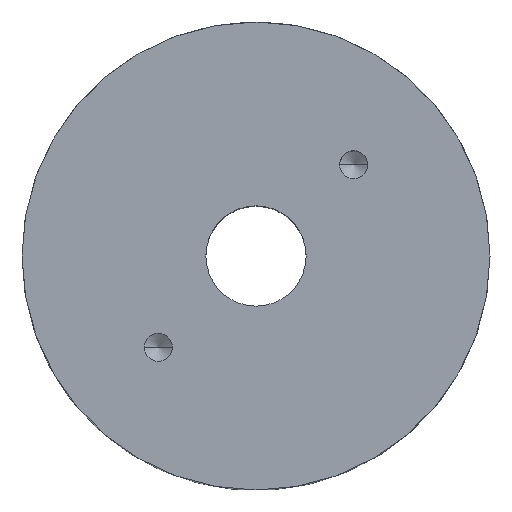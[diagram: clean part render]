
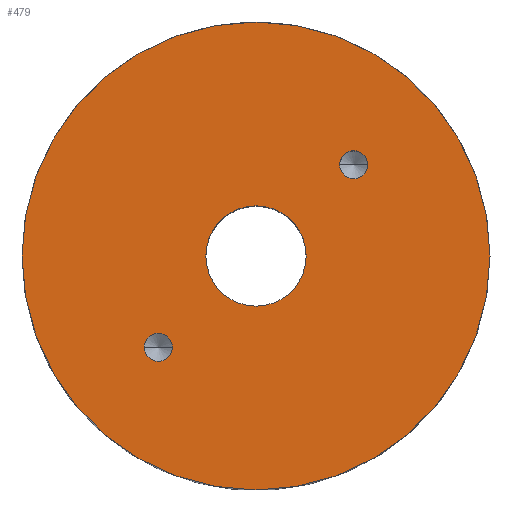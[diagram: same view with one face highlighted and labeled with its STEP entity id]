
A CAD part, top view. The second image highlights one B-rep face of the part: STEP entity #479.
In plain terms, the highlighted planar face has unit normal (0, 0, 1).
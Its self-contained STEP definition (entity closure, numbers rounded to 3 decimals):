
#2 = VERTEX_POINT ( 'NONE', #578 ) ;
#11 = PLANE ( 'NONE',  #93 ) ;
#24 = CARTESIAN_POINT ( 'NONE',  ( -247.623, 136.356, -547. ) ) ;
#29 = VERTEX_POINT ( 'NONE', #415 ) ;
#44 = EDGE_CURVE ( 'NONE', #2, #692, #91, .T. ) ;
#47 = ORIENTED_EDGE ( 'NONE', *, *, #195, .F. ) ;
#52 = EDGE_LOOP ( 'NONE', ( #47, #472 ) ) ;
#55 = FACE_OUTER_BOUND ( 'NONE', #448, .T. ) ;
#56 = AXIS2_PLACEMENT_3D ( 'NONE', #553, #639, #285 ) ;
#82 = DIRECTION ( 'NONE',  ( 1., 0., 0. ) ) ;
#85 = CIRCLE ( 'NONE', #632, 2.1 ) ;
#91 = CIRCLE ( 'NONE', #624, 2.1 ) ;
#93 = AXIS2_PLACEMENT_3D ( 'NONE', #653, #229, #269 ) ;
#94 = CARTESIAN_POINT ( 'NONE',  ( -233., 150., -547. ) ) ;
#130 = ORIENTED_EDGE ( 'NONE', *, *, #44, .F. ) ;
#142 = ORIENTED_EDGE ( 'NONE', *, *, #189, .F. ) ;
#150 = CARTESIAN_POINT ( 'NONE',  ( -247.623, 136.356, -547. ) ) ;
#154 = EDGE_CURVE ( 'NONE', #561, #291, #434, .T. ) ;
#165 = DIRECTION ( 'NONE',  ( 1., 0., 0. ) ) ;
#189 = EDGE_CURVE ( 'NONE', #537, #505, #393, .T. ) ;
#195 = EDGE_CURVE ( 'NONE', #545, #29, #85, .T. ) ;
#200 = DIRECTION ( 'NONE',  ( 0., 0., 1. ) ) ;
#218 = FACE_BOUND ( 'NONE', #440, .T. ) ;
#227 = CIRCLE ( 'NONE', #658, 7.5 ) ;
#229 = DIRECTION ( 'NONE',  ( 0., 0., -1. ) ) ;
#232 = CARTESIAN_POINT ( 'NONE',  ( -216.277, 163.644, -547. ) ) ;
#245 = EDGE_CURVE ( 'NONE', #29, #545, #558, .T. ) ;
#248 = DIRECTION ( 'NONE',  ( -1., 0., 0. ) ) ;
#266 = AXIS2_PLACEMENT_3D ( 'NONE', #684, #200, #369 ) ;
#269 = DIRECTION ( 'NONE',  ( -1., 0., 0. ) ) ;
#285 = DIRECTION ( 'NONE',  ( 1., 0., 0. ) ) ;
#287 = DIRECTION ( 'NONE',  ( 1., 0., 0. ) ) ;
#291 = VERTEX_POINT ( 'NONE', #408 ) ;
#299 = CARTESIAN_POINT ( 'NONE',  ( -218.377, 163.644, -547. ) ) ;
#313 = DIRECTION ( 'NONE',  ( 0., 0., 1. ) ) ;
#348 = CARTESIAN_POINT ( 'NONE',  ( -198., 150., -547. ) ) ;
#357 = ORIENTED_EDGE ( 'NONE', *, *, #394, .F. ) ;
#358 = ORIENTED_EDGE ( 'NONE', *, *, #154, .F. ) ;
#360 = FACE_BOUND ( 'NONE', #52, .T. ) ;
#369 = DIRECTION ( 'NONE',  ( -1., 0., 0. ) ) ;
#380 = EDGE_CURVE ( 'NONE', #291, #561, #227, .T. ) ;
#383 = CARTESIAN_POINT ( 'NONE',  ( -225.5, 150., -547. ) ) ;
#393 = CIRCLE ( 'NONE', #690, 35. ) ;
#394 = EDGE_CURVE ( 'NONE', #692, #2, #695, .T. ) ;
#408 = CARTESIAN_POINT ( 'NONE',  ( -240.5, 150., -547. ) ) ;
#411 = EDGE_LOOP ( 'NONE', ( #130, #357 ) ) ;
#412 = DIRECTION ( 'NONE',  ( 0., 0., 1. ) ) ;
#415 = CARTESIAN_POINT ( 'NONE',  ( -220.477, 163.644, -547. ) ) ;
#434 = CIRCLE ( 'NONE', #266, 7.5 ) ;
#436 = CARTESIAN_POINT ( 'NONE',  ( -233., 150., -547. ) ) ;
#440 = EDGE_LOOP ( 'NONE', ( #532, #358 ) ) ;
#448 = EDGE_LOOP ( 'NONE', ( #142, #529 ) ) ;
#472 = ORIENTED_EDGE ( 'NONE', *, *, #245, .F. ) ;
#473 = DIRECTION ( 'NONE',  ( 0., 0., 1. ) ) ;
#479 = ADVANCED_FACE ( 'NONE', ( #489, #55, #218, #360 ), #11, .F. ) ;
#484 = CARTESIAN_POINT ( 'NONE',  ( -268., 150., -547. ) ) ;
#485 = CARTESIAN_POINT ( 'NONE',  ( -218.377, 163.644, -547. ) ) ;
#489 = FACE_BOUND ( 'NONE', #411, .T. ) ;
#490 = DIRECTION ( 'NONE',  ( 1., 0., 0. ) ) ;
#497 = EDGE_CURVE ( 'NONE', #505, #537, #617, .T. ) ;
#505 = VERTEX_POINT ( 'NONE', #484 ) ;
#509 = DIRECTION ( 'NONE',  ( 0., 0., 1. ) ) ;
#529 = ORIENTED_EDGE ( 'NONE', *, *, #497, .F. ) ;
#532 = ORIENTED_EDGE ( 'NONE', *, *, #380, .F. ) ;
#537 = VERTEX_POINT ( 'NONE', #348 ) ;
#545 = VERTEX_POINT ( 'NONE', #232 ) ;
#553 = CARTESIAN_POINT ( 'NONE',  ( -233., 150., -547. ) ) ;
#558 = CIRCLE ( 'NONE', #644, 2.1 ) ;
#561 = VERTEX_POINT ( 'NONE', #383 ) ;
#571 = DIRECTION ( 'NONE',  ( 1., 0., 0. ) ) ;
#578 = CARTESIAN_POINT ( 'NONE',  ( -245.523, 136.356, -547. ) ) ;
#592 = DIRECTION ( 'NONE',  ( 0., 0., -1. ) ) ;
#595 = DIRECTION ( 'NONE',  ( 0., 0., 1. ) ) ;
#610 = CARTESIAN_POINT ( 'NONE',  ( -249.723, 136.356, -547. ) ) ;
#617 = CIRCLE ( 'NONE', #56, 35. ) ;
#624 = AXIS2_PLACEMENT_3D ( 'NONE', #24, #412, #82 ) ;
#632 = AXIS2_PLACEMENT_3D ( 'NONE', #485, #595, #165 ) ;
#639 = DIRECTION ( 'NONE',  ( 0., 0., -1. ) ) ;
#644 = AXIS2_PLACEMENT_3D ( 'NONE', #299, #509, #571 ) ;
#653 = CARTESIAN_POINT ( 'NONE',  ( -360., 0., -547. ) ) ;
#658 = AXIS2_PLACEMENT_3D ( 'NONE', #94, #473, #248 ) ;
#684 = CARTESIAN_POINT ( 'NONE',  ( -233., 150., -547. ) ) ;
#690 = AXIS2_PLACEMENT_3D ( 'NONE', #436, #592, #490 ) ;
#692 = VERTEX_POINT ( 'NONE', #610 ) ;
#695 = CIRCLE ( 'NONE', #696, 2.1 ) ;
#696 = AXIS2_PLACEMENT_3D ( 'NONE', #150, #313, #287 ) ;
